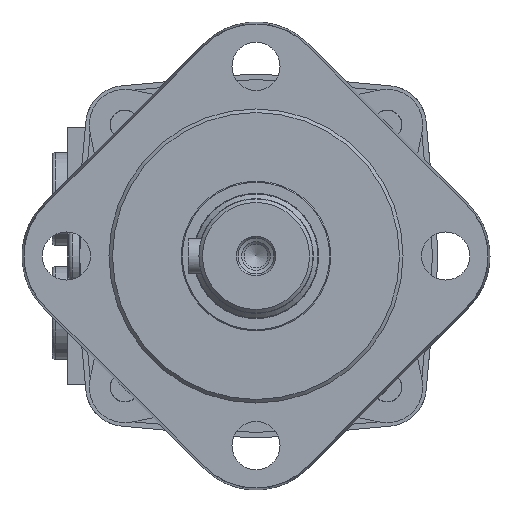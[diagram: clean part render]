
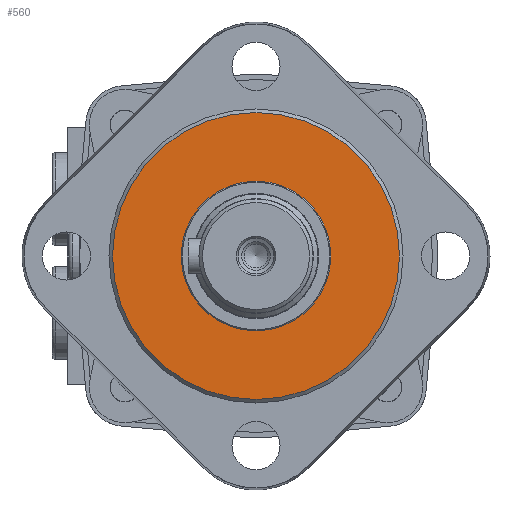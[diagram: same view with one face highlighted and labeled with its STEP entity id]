
A CAD part, left-side view. The second image highlights one B-rep face of the part: STEP entity #560.
In plain terms, the highlighted planar face has unit normal (-1, 0, 0).
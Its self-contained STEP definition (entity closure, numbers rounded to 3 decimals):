
#560 = ADVANCED_FACE( '', ( #1348, #1349 ), #1350, .F. );
#1348 = FACE_OUTER_BOUND( '', #2585, .T. );
#1349 = FACE_BOUND( '', #2586, .T. );
#1350 = PLANE( '', #2587 );
#2585 = EDGE_LOOP( '', ( #3879 ) );
#2586 = EDGE_LOOP( '', ( #3880 ) );
#2587 = AXIS2_PLACEMENT_3D( '', #3881, #3882, #3883 );
#3879 = ORIENTED_EDGE( '', *, *, #6850, .F. );
#3880 = ORIENTED_EDGE( '', *, *, #6851, .T. );
#3881 = CARTESIAN_POINT( '', ( -6.1, 21., 0. ) );
#3882 = DIRECTION( '', ( 1., 0., 0. ) );
#3883 = DIRECTION( '', ( 0., 0., -1. ) );
#6850 = EDGE_CURVE( '', #8067, #8067, #8068, .T. );
#6851 = EDGE_CURVE( '', #8069, #8069, #8070, .T. );
#8067 = VERTEX_POINT( '', #9879 );
#8068 = CIRCLE( '', #9880, 40.25 );
#8069 = VERTEX_POINT( '', #9881 );
#8070 = CIRCLE( '', #9882, 21. );
#9879 = CARTESIAN_POINT( '', ( -6.1, 0., -40.25 ) );
#9880 = AXIS2_PLACEMENT_3D( '', #12726, #12727, #12728 );
#9881 = CARTESIAN_POINT( '', ( -6.1, 0., -21. ) );
#9882 = AXIS2_PLACEMENT_3D( '', #12729, #12730, #12731 );
#12726 = CARTESIAN_POINT( '', ( -6.1, 0., 0. ) );
#12727 = DIRECTION( '', ( 1., 0., 0. ) );
#12728 = DIRECTION( '', ( 0., 0., -1. ) );
#12729 = CARTESIAN_POINT( '', ( -6.1, 0., 0. ) );
#12730 = DIRECTION( '', ( 1., 0., 0. ) );
#12731 = DIRECTION( '', ( 0., 0., -1. ) );
